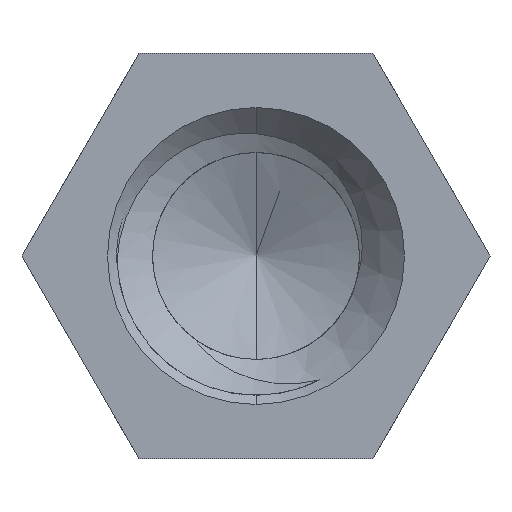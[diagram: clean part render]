
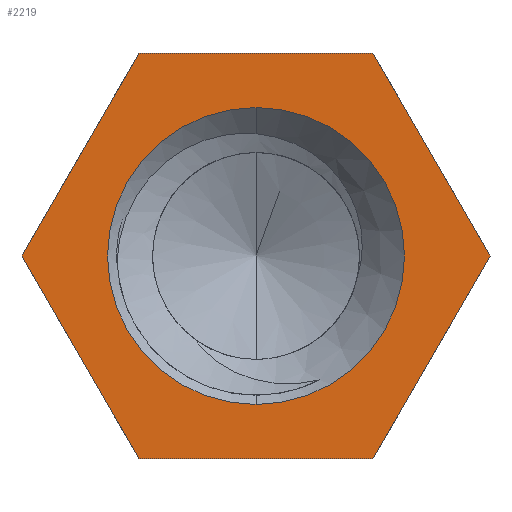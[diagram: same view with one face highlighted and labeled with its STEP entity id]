
A CAD part, front view. The second image highlights one B-rep face of the part: STEP entity #2219.
In plain terms, the highlighted planar face has unit normal (0, -1, 0).
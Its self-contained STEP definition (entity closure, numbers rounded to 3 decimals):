
#1=DIRECTION('',(-0.5,0.,0.866));
#2=VECTOR('',#1,2.6);
#3=CARTESIAN_POINT('',(-1.3,0.,-2.252));
#4=LINE('',#3,#2);
#5=DIRECTION('',(0.5,0.,0.866));
#6=VECTOR('',#5,2.6);
#7=CARTESIAN_POINT('',(-2.6,0.,0.));
#8=LINE('',#7,#6);
#9=DIRECTION('',(1.,0.,0.));
#10=VECTOR('',#9,2.6);
#11=CARTESIAN_POINT('',(-1.3,0.,2.252));
#12=LINE('',#11,#10);
#13=DIRECTION('',(0.5,0.,-0.866));
#14=VECTOR('',#13,2.6);
#15=CARTESIAN_POINT('',(1.3,0.,2.252));
#16=LINE('',#15,#14);
#17=DIRECTION('',(-0.5,0.,-0.866));
#18=VECTOR('',#17,2.6);
#19=CARTESIAN_POINT('',(2.6,0.,0.));
#20=LINE('',#19,#18);
#21=DIRECTION('',(-1.,0.,0.));
#22=VECTOR('',#21,2.6);
#23=CARTESIAN_POINT('',(1.3,0.,-2.252));
#24=LINE('',#23,#22);
#25=CARTESIAN_POINT('',(0.,0.,0.));
#26=DIRECTION('',(0.,1.,0.));
#27=DIRECTION('',(0.,0.,-1.));
#28=AXIS2_PLACEMENT_3D('',#25,#26,#27);
#30=CARTESIAN_POINT('',(0.,0.,0.));
#31=DIRECTION('',(0.,1.,0.));
#32=DIRECTION('',(0.,0.,1.));
#33=AXIS2_PLACEMENT_3D('',#30,#31,#32);
#2046=CARTESIAN_POINT('',(-1.3,0.,-2.252));
#2047=CARTESIAN_POINT('',(-2.6,0.,0.));
#2048=VERTEX_POINT('',#2046);
#2049=VERTEX_POINT('',#2047);
#2050=CARTESIAN_POINT('',(-1.3,0.,2.252));
#2051=VERTEX_POINT('',#2050);
#2052=CARTESIAN_POINT('',(1.3,0.,2.252));
#2053=VERTEX_POINT('',#2052);
#2054=CARTESIAN_POINT('',(2.6,0.,0.));
#2055=VERTEX_POINT('',#2054);
#2056=CARTESIAN_POINT('',(1.3,0.,-2.252));
#2057=VERTEX_POINT('',#2056);
#2143=CARTESIAN_POINT('',(0.,0.,-1.65));
#2144=CARTESIAN_POINT('',(0.,0.,1.65));
#2145=VERTEX_POINT('',#2143);
#2146=VERTEX_POINT('',#2144);
#2194=CARTESIAN_POINT('',(0.,0.,0.));
#2195=DIRECTION('',(0.,1.,0.));
#2196=DIRECTION('',(1.,0.,0.));
#2197=AXIS2_PLACEMENT_3D('',#2194,#2195,#2196);
#2198=PLANE('',#2197);
#2200=ORIENTED_EDGE('',*,*,#2199,.T.);
#2202=ORIENTED_EDGE('',*,*,#2201,.T.);
#2204=ORIENTED_EDGE('',*,*,#2203,.T.);
#2206=ORIENTED_EDGE('',*,*,#2205,.T.);
#2208=ORIENTED_EDGE('',*,*,#2207,.T.);
#2210=ORIENTED_EDGE('',*,*,#2209,.T.);
#2211=EDGE_LOOP('',(#2200,#2202,#2204,#2206,#2208,#2210));
#2212=FACE_OUTER_BOUND('',#2211,.F.);
#2214=ORIENTED_EDGE('',*,*,#2213,.F.);
#2216=ORIENTED_EDGE('',*,*,#2215,.F.);
#2217=EDGE_LOOP('',(#2214,#2216));
#2218=FACE_BOUND('',#2217,.F.);
#2219=ADVANCED_FACE('',(#2212,#2218),#2198,.F.);
#29=CIRCLE('',#28,1.65);
#34=CIRCLE('',#33,1.65);
#2199=EDGE_CURVE('',#2048,#2049,#4,.T.);
#2201=EDGE_CURVE('',#2049,#2051,#8,.T.);
#2203=EDGE_CURVE('',#2051,#2053,#12,.T.);
#2205=EDGE_CURVE('',#2053,#2055,#16,.T.);
#2207=EDGE_CURVE('',#2055,#2057,#20,.T.);
#2209=EDGE_CURVE('',#2057,#2048,#24,.T.);
#2213=EDGE_CURVE('',#2145,#2146,#29,.T.);
#2215=EDGE_CURVE('',#2146,#2145,#34,.T.);
